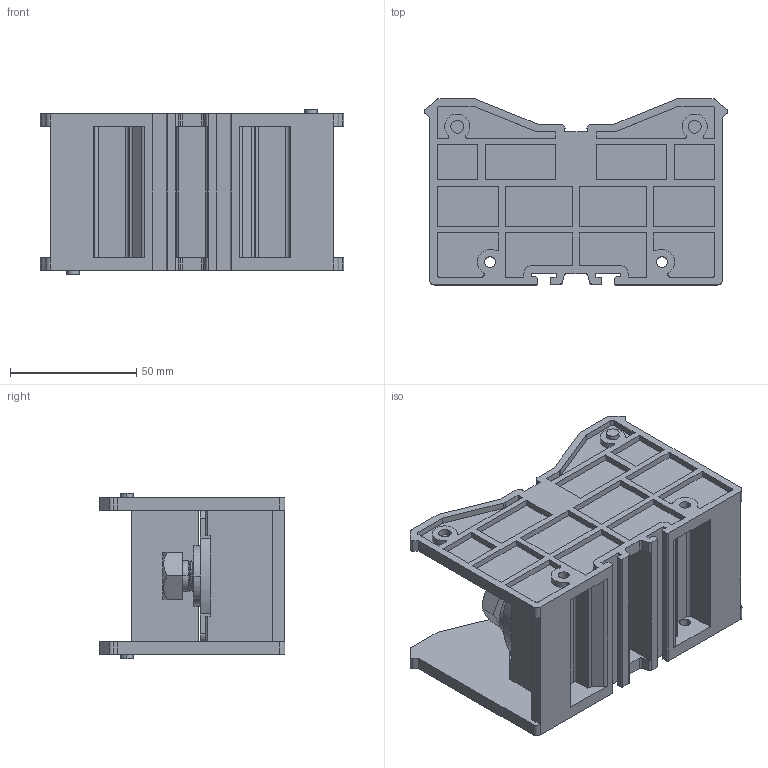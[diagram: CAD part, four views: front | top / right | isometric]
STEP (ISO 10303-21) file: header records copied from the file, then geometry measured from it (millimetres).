
FILE_DESCRIPTION((''),'2;1');
FILE_NAME('UTD-400_ASM','2022-03-11T',('Administrator'),(''),'PRO/ENGINEER BY PARAMETRIC TECHNOLOGY CORPORATION, 2013230','PRO/ENGINEER BY PARAMETRIC TECHNOLOGY CORPORATION, 2013230','');
FILE_SCHEMA(('CONFIG_CONTROL_DESIGN'));
Length unit declared in the file: millimetre
Products named in the file (4): MANIFOLD_SOLID_BREP_21264; MANIFOLD_SOLID_BREP_25486; PRT0002_1_ASM; UTD-400_ASM
Assembly tree (3 placements, depth 3):
  UTD-400_ASM
    PRT0002_1_ASM
      MANIFOLD_SOLID_BREP_21264
      MANIFOLD_SOLID_BREP_25486
Bounding box: 120 x 73.5 x 65.6 mm (x, y, z)
Volume: 169322.9 mm3; surface area: 79150.1 mm2
Topology: 2 solids, 2 shells, 536 faces, 1632 edges, 1125 vertices
Faces by surface type: plane 320, cylinder 132, bspline 76, cone 8
Entity records: 27814 total; most frequent: CARTESIAN_POINT 13414, ORIENTED_EDGE 3264, DIRECTION 2595, EDGE_CURVE 1632, VERTEX_POINT 1125, VECTOR 999, LINE 999, AXIS2_PLACEMENT_3D 798
